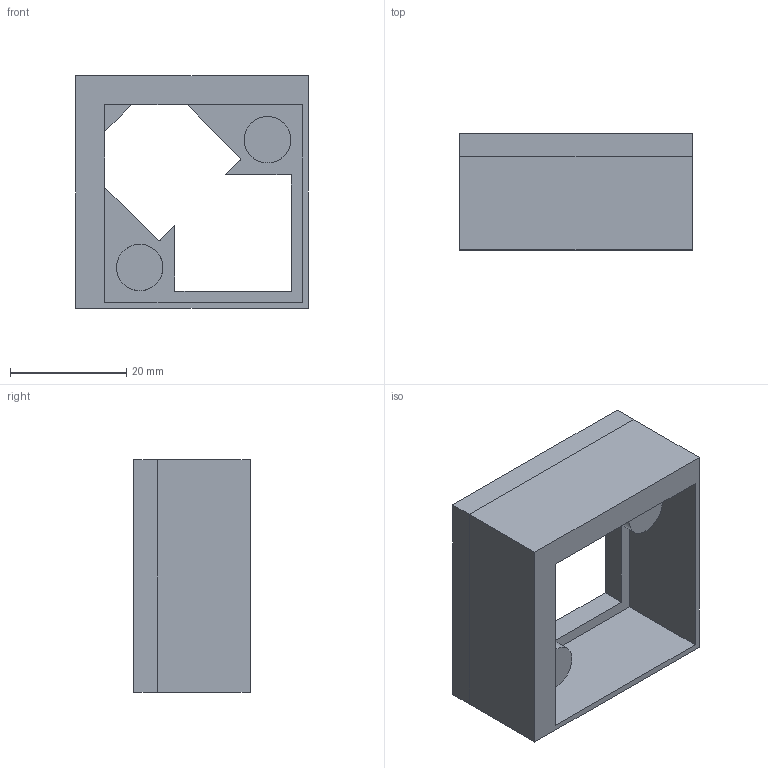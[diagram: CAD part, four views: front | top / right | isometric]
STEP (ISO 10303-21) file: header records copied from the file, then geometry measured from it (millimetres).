
FILE_DESCRIPTION(/* description */ (''),/* implementation_level */ '2;1');
FILE_NAME(/* name */ 'STE8AC9',/* time_stamp */ '2025-05-11T16:21:13+08:00',/* author */ (''),/* organization */ (''),/* preprocessor_version */ 'ST-DEVELOPER v16.5',/* originating_system */ '',/* authorisation */ '');
FILE_SCHEMA (('CONFIG_CONTROL_DESIGN'));
Length unit declared in the file: millimetre
Products named in the file (1): Document
Bounding box: 40 x 20 x 40 mm (x, y, z)
Volume: 11647.3 mm3; surface area: 9224.6 mm2
Topology: 4 solids, 4 shells, 37 faces, 87 edges, 58 vertices
Faces by surface type: bspline 37
Entity records: 2047 total; most frequent: CARTESIAN_POINT 880, B_SPLINE_CURVE_WITH_KNOTS 176, ORIENTED_EDGE 174, PCURVE 174, DEFINITIONAL_REPRESENTATION 174, SURFACE_CURVE 87, EDGE_CURVE 87, VERTEX_POINT 58
